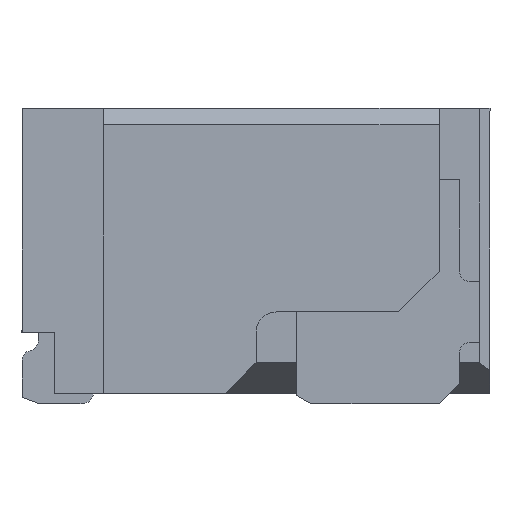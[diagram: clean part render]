
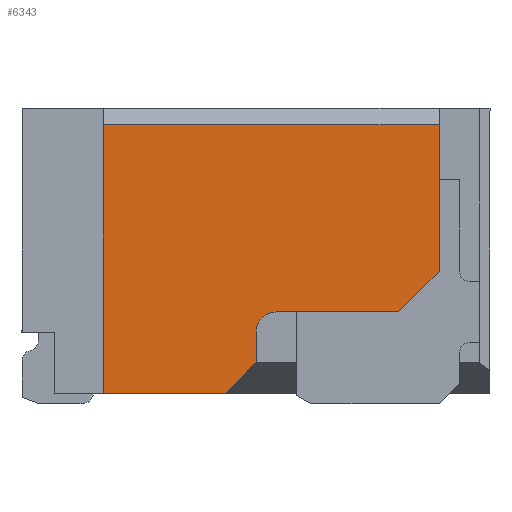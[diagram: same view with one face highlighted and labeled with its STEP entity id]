
A CAD part, left-side view. The second image highlights one B-rep face of the part: STEP entity #6343.
In plain terms, the highlighted planar face has unit normal (-1, 0, 0).
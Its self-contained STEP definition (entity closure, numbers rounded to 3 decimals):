
#403 = VERTEX_POINT ( 'NONE', #5449 ) ;
#681 = LINE ( 'NONE', #5770, #7191 ) ;
#782 = ORIENTED_EDGE ( 'NONE', *, *, #4961, .F. ) ;
#874 = EDGE_CURVE ( 'NONE', #6886, #8006, #4988, .T. ) ;
#956 = DIRECTION ( 'NONE',  ( 0., -0.707, 0.707 ) ) ;
#988 = FACE_OUTER_BOUND ( 'NONE', #3456, .T. ) ;
#1061 = ORIENTED_EDGE ( 'NONE', *, *, #6813, .T. ) ;
#1064 = DIRECTION ( 'NONE',  ( 0., -1., 0. ) ) ;
#1067 = EDGE_CURVE ( 'NONE', #6523, #403, #1846, .T. ) ;
#1112 = DIRECTION ( 'NONE',  ( 0., -1., 0. ) ) ;
#1121 = EDGE_CURVE ( 'NONE', #2642, #6416, #5688, .T. ) ;
#1276 = EDGE_CURVE ( 'NONE', #403, #2642, #3592, .T. ) ;
#1298 = AXIS2_PLACEMENT_3D ( 'NONE', #6891, #6775, #1112 ) ;
#1307 = CARTESIAN_POINT ( 'NONE',  ( -1.5, 1.4, -0.48 ) ) ;
#1715 = DIRECTION ( 'NONE',  ( 1., 0., 0. ) ) ;
#1790 = AXIS2_PLACEMENT_3D ( 'NONE', #8079, #1715, #1064 ) ;
#1846 = LINE ( 'NONE', #1885, #2972 ) ;
#1885 = CARTESIAN_POINT ( 'NONE',  ( -1.5, 1.8, -1.8 ) ) ;
#1923 = LINE ( 'NONE', #8339, #3172 ) ;
#1956 = CARTESIAN_POINT ( 'NONE',  ( -1.5, 0.65, -1.65 ) ) ;
#2029 = VECTOR ( 'NONE', #956, 1000. ) ;
#2436 = CARTESIAN_POINT ( 'NONE',  ( -1.5, 0.65, -1.5 ) ) ;
#2472 = ORIENTED_EDGE ( 'NONE', *, *, #1121, .T. ) ;
#2477 = DIRECTION ( 'NONE',  ( 0., 0., 1. ) ) ;
#2642 = VERTEX_POINT ( 'NONE', #1956 ) ;
#2972 = VECTOR ( 'NONE', #4979, 1000. ) ;
#3135 = ORIENTED_EDGE ( 'NONE', *, *, #874, .T. ) ;
#3172 = VECTOR ( 'NONE', #5851, 1000. ) ;
#3277 = VERTEX_POINT ( 'NONE', #5289 ) ;
#3343 = EDGE_CURVE ( 'NONE', #6416, #3277, #5979, .T. ) ;
#3456 = EDGE_LOOP ( 'NONE', ( #3135, #3930, #782, #7202, #5828, #2472, #6452, #3715, #1061 ) ) ;
#3592 = LINE ( 'NONE', #8095, #2029 ) ;
#3644 = CARTESIAN_POINT ( 'NONE',  ( -1.5, 1.4, -1.8 ) ) ;
#3653 = PLANE ( 'NONE',  #1298 ) ;
#3673 = DIRECTION ( 'NONE',  ( 0., -0.707, 0.707 ) ) ;
#3709 = CARTESIAN_POINT ( 'NONE',  ( -1.5, -0.25, -0.48 ) ) ;
#3715 = ORIENTED_EDGE ( 'NONE', *, *, #5181, .T. ) ;
#3794 = DIRECTION ( 'NONE',  ( 0., 0., 1. ) ) ;
#3930 = ORIENTED_EDGE ( 'NONE', *, *, #8243, .T. ) ;
#3966 = CARTESIAN_POINT ( 'NONE',  ( -1.5, 1.4, -1.8 ) ) ;
#4524 = DIRECTION ( 'NONE',  ( 0., 1., 0. ) ) ;
#4674 = VECTOR ( 'NONE', #6511, 1000. ) ;
#4961 = EDGE_CURVE ( 'NONE', #6523, #5583, #7166, .T. ) ;
#4974 = VECTOR ( 'NONE', #3673, 1000. ) ;
#4979 = DIRECTION ( 'NONE',  ( 0., -1., 0. ) ) ;
#4980 = CARTESIAN_POINT ( 'NONE',  ( -1.5, -0.05, -1.4 ) ) ;
#4988 = LINE ( 'NONE', #5072, #5414 ) ;
#5072 = CARTESIAN_POINT ( 'NONE',  ( -1.5, -0.25, -1.8 ) ) ;
#5181 = EDGE_CURVE ( 'NONE', #3277, #7354, #1923, .T. ) ;
#5289 = CARTESIAN_POINT ( 'NONE',  ( -1.5, 0.55, -1.4 ) ) ;
#5414 = VECTOR ( 'NONE', #3794, 1000. ) ;
#5449 = CARTESIAN_POINT ( 'NONE',  ( -1.5, 0.8, -1.8 ) ) ;
#5583 = VERTEX_POINT ( 'NONE', #1307 ) ;
#5688 = LINE ( 'NONE', #2436, #7648 ) ;
#5770 = CARTESIAN_POINT ( 'NONE',  ( -1.5, 1.8, -0.48 ) ) ;
#5794 = LINE ( 'NONE', #8366, #4974 ) ;
#5828 = ORIENTED_EDGE ( 'NONE', *, *, #1276, .T. ) ;
#5851 = DIRECTION ( 'NONE',  ( 0., -1., 0. ) ) ;
#5979 = CIRCLE ( 'NONE', #1790, 0.1 ) ;
#6244 = CARTESIAN_POINT ( 'NONE',  ( -1.5, -0.25, -1.2 ) ) ;
#6343 = ADVANCED_FACE ( 'NONE', ( #988 ), #3653, .T. ) ;
#6416 = VERTEX_POINT ( 'NONE', #8345 ) ;
#6452 = ORIENTED_EDGE ( 'NONE', *, *, #3343, .T. ) ;
#6511 = DIRECTION ( 'NONE',  ( 0., 0., 1. ) ) ;
#6523 = VERTEX_POINT ( 'NONE', #3644 ) ;
#6775 = DIRECTION ( 'NONE',  ( -1., 0., 0. ) ) ;
#6813 = EDGE_CURVE ( 'NONE', #7354, #6886, #5794, .T. ) ;
#6886 = VERTEX_POINT ( 'NONE', #6244 ) ;
#6891 = CARTESIAN_POINT ( 'NONE',  ( -1.5, 1.8, -0.4 ) ) ;
#7166 = LINE ( 'NONE', #3966, #4674 ) ;
#7191 = VECTOR ( 'NONE', #4524, 1000. ) ;
#7202 = ORIENTED_EDGE ( 'NONE', *, *, #1067, .T. ) ;
#7354 = VERTEX_POINT ( 'NONE', #4980 ) ;
#7648 = VECTOR ( 'NONE', #2477, 1000. ) ;
#8006 = VERTEX_POINT ( 'NONE', #3709 ) ;
#8079 = CARTESIAN_POINT ( 'NONE',  ( -1.5, 0.55, -1.5 ) ) ;
#8095 = CARTESIAN_POINT ( 'NONE',  ( -1.5, 0.65, -1.65 ) ) ;
#8243 = EDGE_CURVE ( 'NONE', #8006, #5583, #681, .T. ) ;
#8339 = CARTESIAN_POINT ( 'NONE',  ( -1.5, -0.05, -1.4 ) ) ;
#8345 = CARTESIAN_POINT ( 'NONE',  ( -1.5, 0.65, -1.5 ) ) ;
#8366 = CARTESIAN_POINT ( 'NONE',  ( -1.5, -0.25, -1.2 ) ) ;
